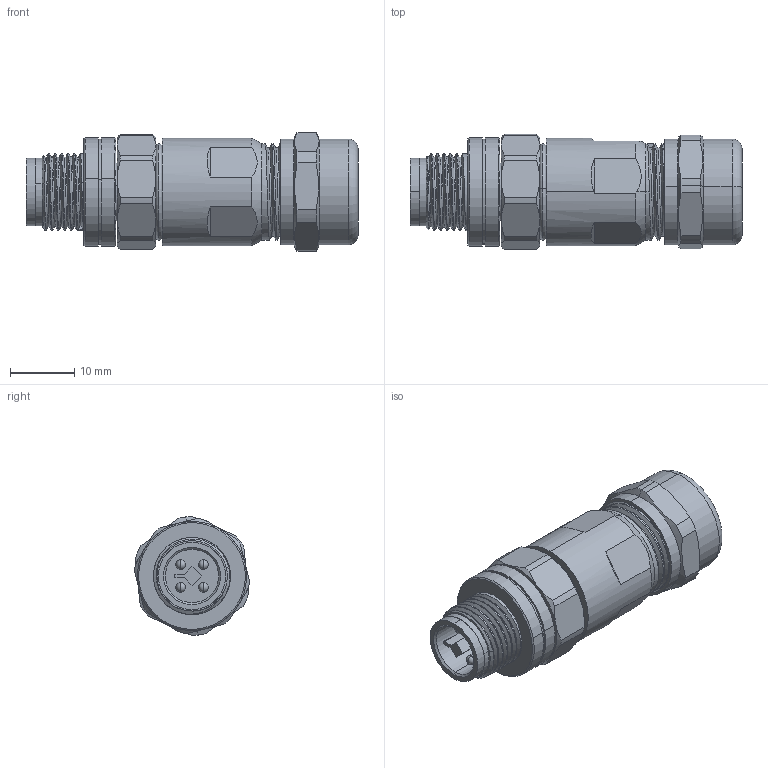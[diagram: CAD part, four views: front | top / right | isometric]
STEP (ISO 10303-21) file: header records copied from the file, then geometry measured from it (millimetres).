
FILE_DESCRIPTION (( 'STEP AP203' ), '1' );
FILE_NAME ('55-00458.STEP', '2025-03-25T02:01:06', ( '' ), ( '' ), 'SwSTEP 2.0', 'SolidWorks 2021', '' );
FILE_SCHEMA (( 'CONFIG_CONTROL_DESIGN' ));
Length unit declared in the file: millimetre
Products named in the file (12): 55-00458-07; 55-00458-08___; 55-00458-11L___; 55-00458-09___; 55-00458-01___; 55-00458-02___; 55-00458; 55-00458-03___; 55-00458-04___; 55-00458-10___; 55-00458-06_step; 55-00458-11___
Assembly tree (13 placements, depth 2):
  55-00458
    55-00458-01___
    55-00458-02___
    55-00458-03___
    55-00458-04___
    55-00458-06_step
    55-00458-07
    55-00458-08___
    55-00458-09___
    55-00458-10___
    55-00458-11___  x3
    55-00458-11L___
Bounding box: 51.7 x 17.92 x 18.5 mm (x, y, z)
Volume: 7043.5 mm3; surface area: 11172.8 mm2
Topology: 13 solids, 13 shells, 509 faces, 1255 edges, 790 vertices
Faces by surface type: cylinder 200, plane 167, cone 84, torus 34, bspline 16, sphere 8
Entity records: 19279 total; most frequent: CARTESIAN_POINT 7554, ORIENTED_EDGE 2214, DIRECTION 2191, EDGE_CURVE 1107, AXIS2_PLACEMENT_3D 879, VERTEX_POINT 710, EDGE_LOOP 495, ADVANCED_FACE 445
